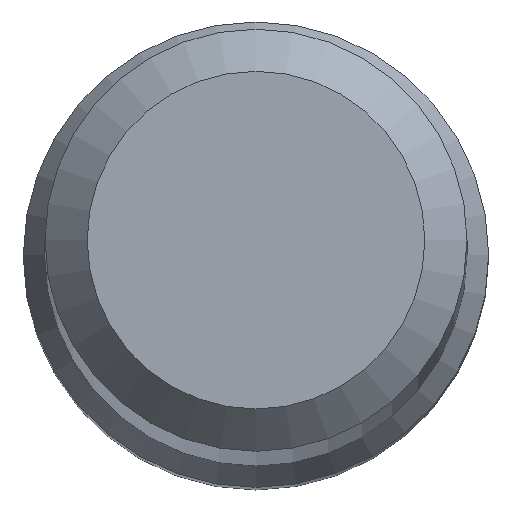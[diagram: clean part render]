
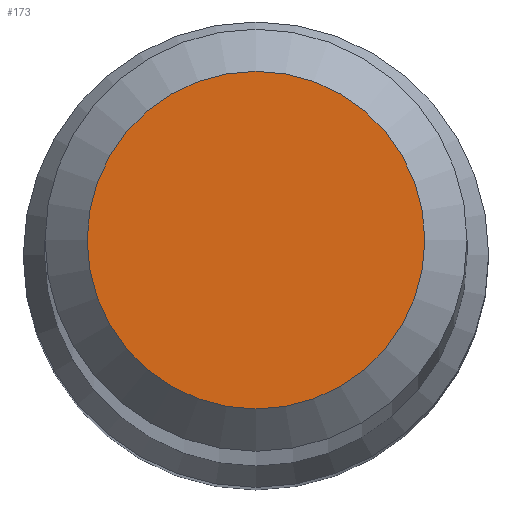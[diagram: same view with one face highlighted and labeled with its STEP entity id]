
A CAD part, top view. The second image highlights one B-rep face of the part: STEP entity #173.
In plain terms, the highlighted planar face has unit normal (0, 0, 1).
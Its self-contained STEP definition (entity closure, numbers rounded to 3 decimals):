
#10 = VERTEX_POINT ( 'NONE', #148 ) ;
#29 = FACE_OUTER_BOUND ( 'NONE', #166, .T. ) ;
#38 = AXIS2_PLACEMENT_3D ( 'NONE', #73, #151, #62 ) ;
#45 = EDGE_CURVE ( 'NONE', #10, #10, #55, .T. ) ;
#55 = CIRCLE ( 'NONE', #80, 1.2 ) ;
#62 = DIRECTION ( 'NONE',  ( 0., -1., 0. ) ) ;
#69 = CARTESIAN_POINT ( 'NONE',  ( 0., 0., 70. ) ) ;
#73 = CARTESIAN_POINT ( 'NONE',  ( 0., 0., 70. ) ) ;
#80 = AXIS2_PLACEMENT_3D ( 'NONE', #69, #228, #209 ) ;
#87 = ORIENTED_EDGE ( 'NONE', *, *, #45, .F. ) ;
#148 = CARTESIAN_POINT ( 'NONE',  ( 0., 1.2, 70. ) ) ;
#151 = DIRECTION ( 'NONE',  ( 0., 0., 1. ) ) ;
#166 = EDGE_LOOP ( 'NONE', ( #87 ) ) ;
#173 = ADVANCED_FACE ( 'NONE', ( #29 ), #216, .T. ) ;
#209 = DIRECTION ( 'NONE',  ( 0., 1., 0. ) ) ;
#216 = PLANE ( 'NONE',  #38 ) ;
#228 = DIRECTION ( 'NONE',  ( 0., 0., -1. ) ) ;
